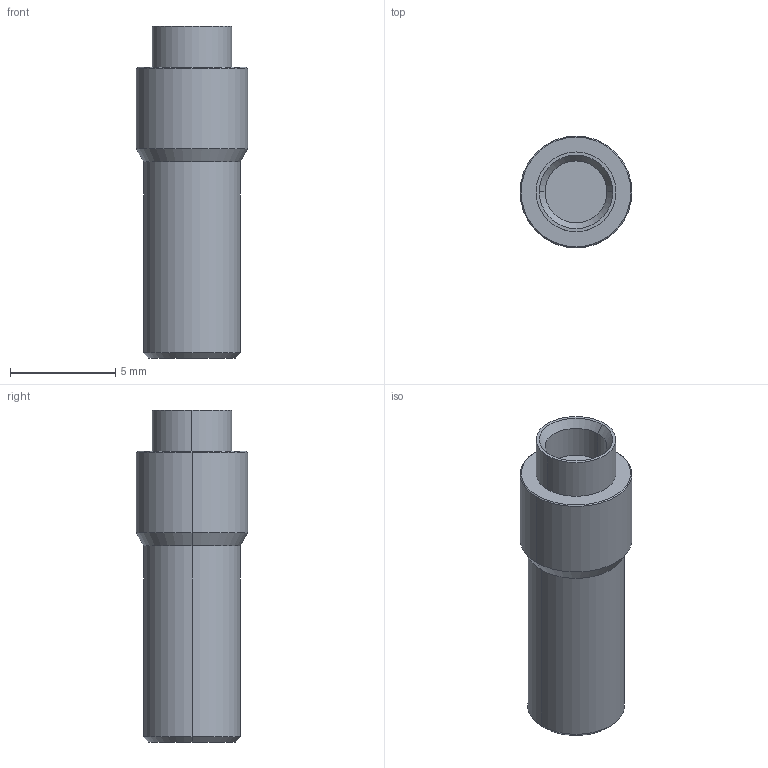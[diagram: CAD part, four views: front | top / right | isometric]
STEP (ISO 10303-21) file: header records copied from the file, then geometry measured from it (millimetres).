
FILE_DESCRIPTION (( 'STEP AP203' ), '1' );
FILE_NAME ('R203.072.000D.STEP', '2015-05-07T12:21:57', ( '' ), ( '' ), 'SwSTEP 2.0', 'SolidWorks 2014', '' );
FILE_SCHEMA (( 'CONFIG_CONTROL_DESIGN' ));
Length unit declared in the file: metre
Products named in the file (1): R203.072.000D
Bounding box: 5.32 x 5.32 x 15.8 mm (x, y, z)
Volume: 215.6 mm3; surface area: 447 mm2
Topology: 1 solids, 1 shells, 147 faces, 387 edges, 249 vertices
Faces by surface type: plane 49, cone 42, cylinder 40, torus 14, bspline 2
Entity records: 4776 total; most frequent: CARTESIAN_POINT 1084, ORIENTED_EDGE 774, DIRECTION 760, EDGE_CURVE 387, AXIS2_PLACEMENT_3D 305, VERTEX_POINT 249, CIRCLE 159, EDGE_LOOP 156
